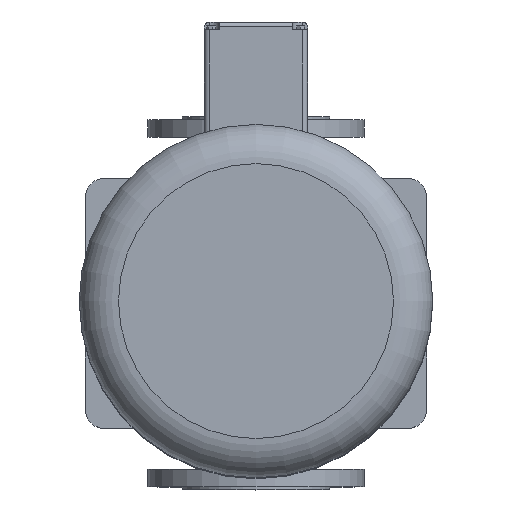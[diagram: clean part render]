
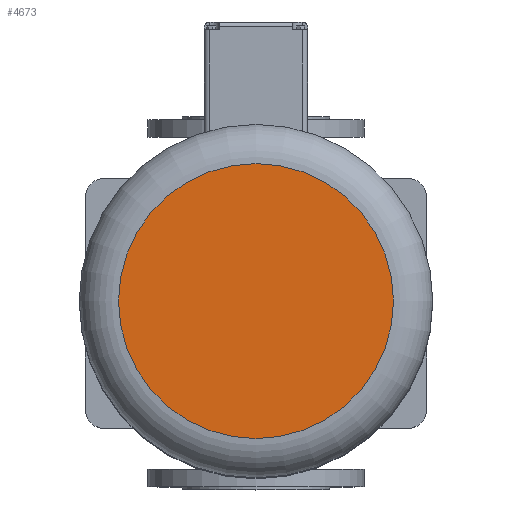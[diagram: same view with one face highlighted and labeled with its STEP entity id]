
A CAD part, top view. The second image highlights one B-rep face of the part: STEP entity #4673.
In plain terms, the highlighted planar face has unit normal (0, 0, 1).
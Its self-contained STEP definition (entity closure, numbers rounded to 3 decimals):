
#4673=ADVANCED_FACE('',(#8671),#8673,.T.);
#8671=FACE_BOUND('',#8672,.T.);
#8672=EDGE_LOOP('',(#11418));
#8673=PLANE('',#8674);
#8674=AXIS2_PLACEMENT_3D('',#8675,#8676,#8677);
#8675=CARTESIAN_POINT('',(0.,0.,1440.));
#8676=DIRECTION('',(0.,0.,1.));
#8677=DIRECTION('',(0.,1.,0.));
#11418=ORIENTED_EDGE('',*,*,#12826,.F.);
#12826=EDGE_CURVE('',#15204,#15204,#15205,.T.);
#15204=VERTEX_POINT('',#23001);
#15205=CIRCLE('',#23002,140.);
#23001=CARTESIAN_POINT('',(0.,140.,1440.));
#23002=AXIS2_PLACEMENT_3D('',#23003,#23004,#23005);
#23003=CARTESIAN_POINT('',(0.,0.,1440.));
#23004=DIRECTION('',(0.,0.,-1.));
#23005=DIRECTION('',(0.,1.,0.));
